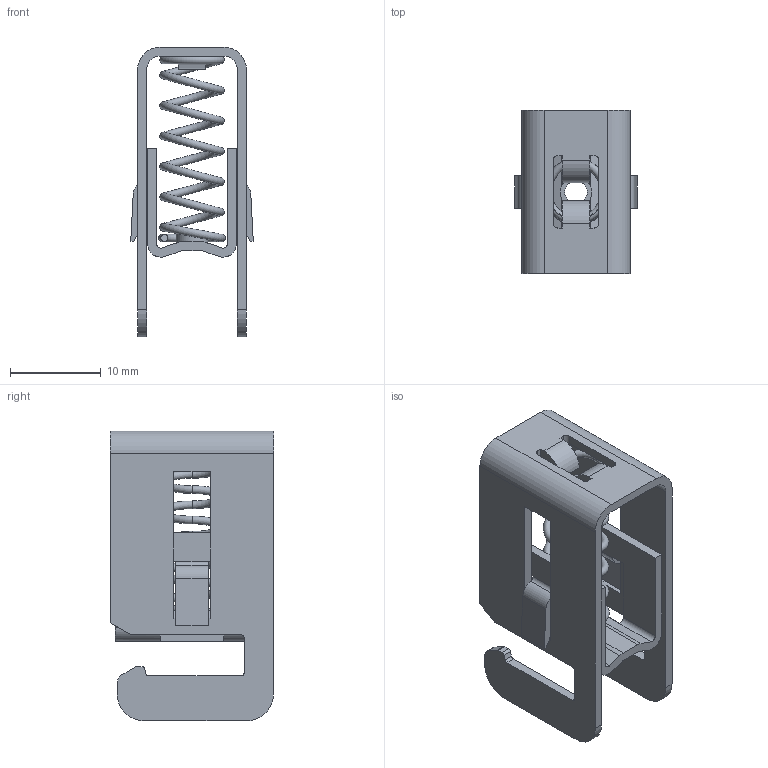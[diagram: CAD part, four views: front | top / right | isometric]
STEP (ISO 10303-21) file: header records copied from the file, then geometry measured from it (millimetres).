
FILE_DESCRIPTION( ( 'STEP AP214' ), '1' );
FILE_NAME( '1753311001.stp', ' ', ( ' ' ), ( ' ' ), 'PSStep 15.0.47', 'PARTsolutions', ' ' );
FILE_SCHEMA( ( 'AUTOMOTIVE_DESIGN { 1 0 10303 214 1 1 1 1 }' ) );
Length unit declared in the file: millimetre
Products named in the file (1): _KLBUE CO 1 1753311001
Bounding box: 13.53 x 18 x 32 mm (x, y, z)
Volume: 1550.5 mm3; surface area: 3867.9 mm2
Topology: 1 solids, 1 shells, 182 faces, 533 edges, 341 vertices
Faces by surface type: plane 116, cylinder 52, torus 14
Full cylindrical faces by diameter (mm): 1 x1, 2.5 x1, 3.5 x1
Entity records: 7454 total; most frequent: CARTESIAN_POINT 1175, DIRECTION 1025, ORIENTED_EDGE 1002, EDGE_CURVE 501, AXIS2_PLACEMENT_3D 356, VERTEX_POINT 325, LINE 313, VECTOR 313
